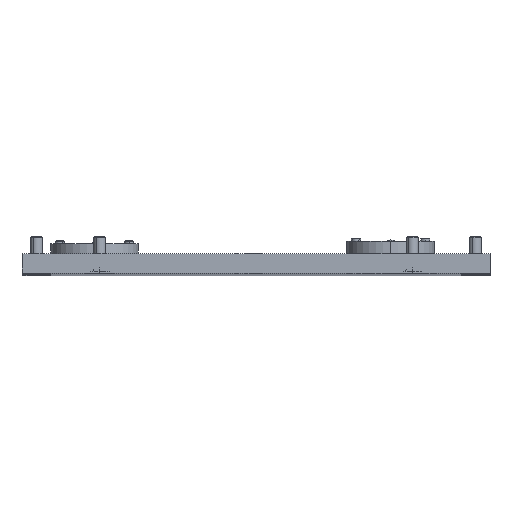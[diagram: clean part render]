
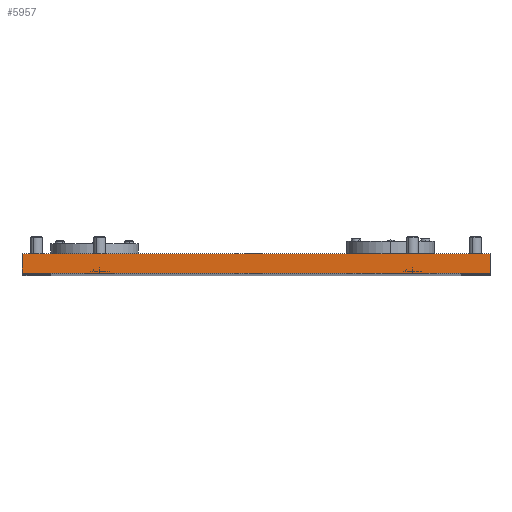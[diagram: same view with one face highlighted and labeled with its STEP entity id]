
A CAD part, top view. The second image highlights one B-rep face of the part: STEP entity #5957.
In plain terms, the highlighted planar face has unit normal (0, 0, 1).
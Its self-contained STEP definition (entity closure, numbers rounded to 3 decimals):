
#12 = ORIENTED_EDGE ( 'NONE', *, *, #6353, .F. ) ;
#99 = CARTESIAN_POINT ( 'NONE',  ( -119.75, 3.175, 24.15 ) ) ;
#125 = CARTESIAN_POINT ( 'NONE',  ( -119.75, 3.175, 24.15 ) ) ;
#430 = EDGE_CURVE ( 'NONE', #1907, #4343, #3831, .T. ) ;
#519 = DIRECTION ( 'NONE',  ( 0., 0., -1. ) ) ;
#779 = LINE ( 'NONE', #1408, #3434 ) ;
#1157 = DIRECTION ( 'NONE',  ( 0., -1., 0. ) ) ;
#1166 = DIRECTION ( 'NONE',  ( -1., 0., 0. ) ) ;
#1304 = CARTESIAN_POINT ( 'NONE',  ( 32.25, 3.175, 24.15 ) ) ;
#1408 = CARTESIAN_POINT ( 'NONE',  ( -119.75, -3.175, 24.15 ) ) ;
#1782 = CARTESIAN_POINT ( 'NONE',  ( 32.25, -3.175, 24.15 ) ) ;
#1799 = VECTOR ( 'NONE', #1989, 1000. ) ;
#1907 = VERTEX_POINT ( 'NONE', #99 ) ;
#1964 = ORIENTED_EDGE ( 'NONE', *, *, #430, .T. ) ;
#1989 = DIRECTION ( 'NONE',  ( 1., 0., 0. ) ) ;
#2098 = CARTESIAN_POINT ( 'NONE',  ( -119.75, -3.175, 24.15 ) ) ;
#2139 = ORIENTED_EDGE ( 'NONE', *, *, #4978, .F. ) ;
#2241 = EDGE_LOOP ( 'NONE', ( #6488, #12, #2139, #1964 ) ) ;
#2303 = EDGE_CURVE ( 'NONE', #4343, #3218, #779, .T. ) ;
#2966 = VERTEX_POINT ( 'NONE', #1304 ) ;
#3218 = VERTEX_POINT ( 'NONE', #1782 ) ;
#3434 = VECTOR ( 'NONE', #6418, 1000. ) ;
#3665 = FACE_OUTER_BOUND ( 'NONE', #2241, .T. ) ;
#3831 = LINE ( 'NONE', #6362, #4719 ) ;
#3902 = AXIS2_PLACEMENT_3D ( 'NONE', #125, #519, #1166 ) ;
#4043 = LINE ( 'NONE', #6540, #1799 ) ;
#4343 = VERTEX_POINT ( 'NONE', #2098 ) ;
#4540 = PLANE ( 'NONE',  #3902 ) ;
#4719 = VECTOR ( 'NONE', #5862, 1000. ) ;
#4978 = EDGE_CURVE ( 'NONE', #1907, #2966, #4043, .T. ) ;
#5695 = CARTESIAN_POINT ( 'NONE',  ( 32.25, 3.175, 24.15 ) ) ;
#5760 = LINE ( 'NONE', #5695, #5935 ) ;
#5862 = DIRECTION ( 'NONE',  ( 0., -1., 0. ) ) ;
#5935 = VECTOR ( 'NONE', #1157, 1000. ) ;
#5957 = ADVANCED_FACE ( 'NONE', ( #3665 ), #4540, .F. ) ;
#6353 = EDGE_CURVE ( 'NONE', #2966, #3218, #5760, .T. ) ;
#6362 = CARTESIAN_POINT ( 'NONE',  ( -119.75, 3.175, 24.15 ) ) ;
#6418 = DIRECTION ( 'NONE',  ( 1., 0., 0. ) ) ;
#6488 = ORIENTED_EDGE ( 'NONE', *, *, #2303, .T. ) ;
#6540 = CARTESIAN_POINT ( 'NONE',  ( -119.75, 3.175, 24.15 ) ) ;
